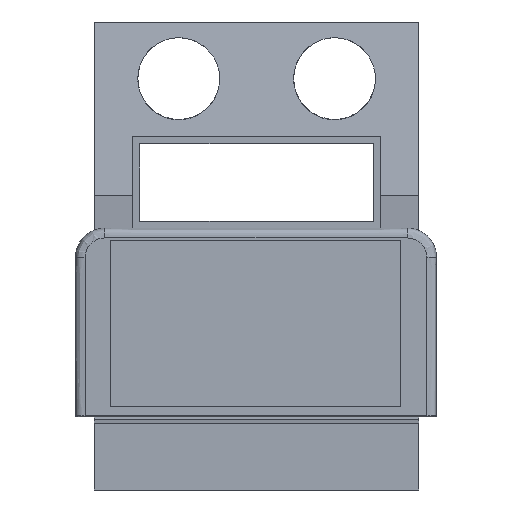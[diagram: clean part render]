
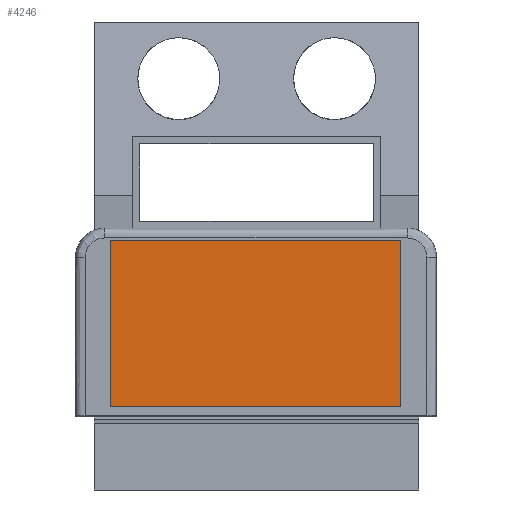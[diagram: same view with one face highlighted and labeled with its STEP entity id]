
A CAD part, front view. The second image highlights one B-rep face of the part: STEP entity #4246.
In plain terms, the highlighted planar face has unit normal (0, -1, 0).
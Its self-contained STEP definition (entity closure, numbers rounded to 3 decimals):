
#264=PLANE('',#4608);
#484=FACE_OUTER_BOUND('',#756,.T.);
#756=EDGE_LOOP('',(#3535,#3536,#3537,#3538));
#1307=LINE('',#7381,#1712);
#1311=LINE('',#7389,#1716);
#1314=LINE('',#7395,#1719);
#1317=LINE('',#7400,#1722);
#1712=VECTOR('',#5444,10.);
#1716=VECTOR('',#5450,10.);
#1719=VECTOR('',#5455,10.);
#1722=VECTOR('',#5460,10.);
#2097=VERTEX_POINT('',#7379);
#2098=VERTEX_POINT('',#7380);
#2101=VERTEX_POINT('',#7388);
#2103=VERTEX_POINT('',#7394);
#2598=EDGE_CURVE('',#2097,#2098,#1307,.T.);
#2602=EDGE_CURVE('',#2098,#2101,#1311,.T.);
#2605=EDGE_CURVE('',#2101,#2103,#1314,.T.);
#2608=EDGE_CURVE('',#2103,#2097,#1317,.T.);
#3535=ORIENTED_EDGE('',*,*,#2608,.T.);
#3536=ORIENTED_EDGE('',*,*,#2598,.T.);
#3537=ORIENTED_EDGE('',*,*,#2602,.T.);
#3538=ORIENTED_EDGE('',*,*,#2605,.T.);
#4246=ADVANCED_FACE('',(#484),#264,.F.);
#4608=AXIS2_PLACEMENT_3D('',#7403,#5464,#5465);
#5444=DIRECTION('',(0.,0.,-1.));
#5450=DIRECTION('',(1.,0.,0.));
#5455=DIRECTION('',(0.,0.,1.));
#5460=DIRECTION('',(-1.,0.,0.));
#5464=DIRECTION('center_axis',(0.,1.,0.));
#5465=DIRECTION('ref_axis',(1.,0.,0.));
#7379=CARTESIAN_POINT('',(0.,0.,143.15));
#7380=CARTESIAN_POINT('',(0.,0.,0.));
#7381=CARTESIAN_POINT('',(0.,0.,143.15));
#7388=CARTESIAN_POINT('',(234.,0.,0.));
#7389=CARTESIAN_POINT('',(0.,0.,0.));
#7394=CARTESIAN_POINT('',(234.,0.,143.15));
#7395=CARTESIAN_POINT('',(234.,0.,0.));
#7400=CARTESIAN_POINT('',(234.,0.,143.15));
#7403=CARTESIAN_POINT('Origin',(117.,0.,71.575));
